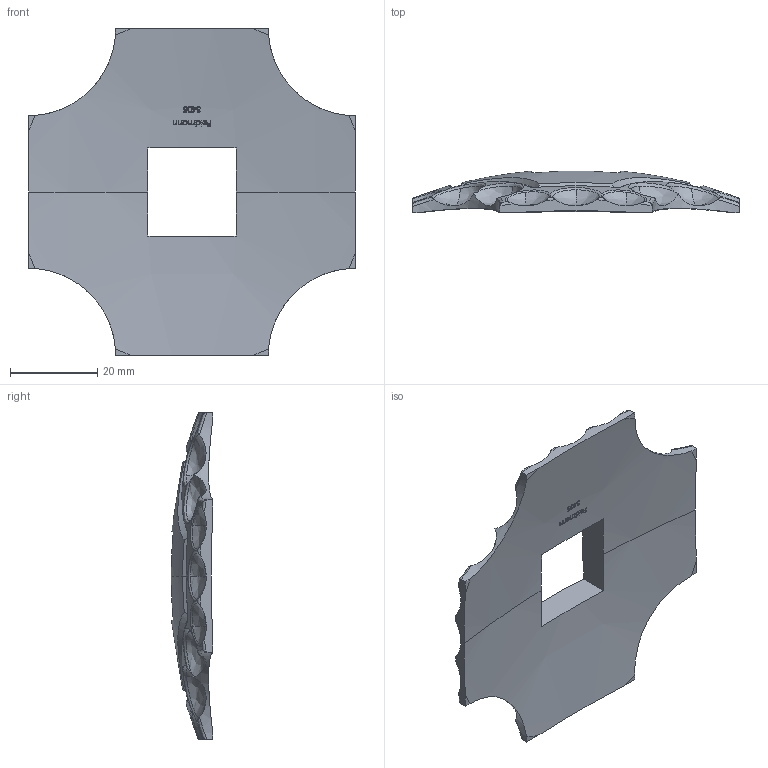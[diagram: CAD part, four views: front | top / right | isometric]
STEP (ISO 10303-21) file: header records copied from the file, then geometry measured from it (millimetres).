
FILE_DESCRIPTION (( 'STEP AP203' ), '1' );
FILE_NAME ('3405.step', '2015-09-17T14:56:39', ( '' ), ( '' ), 'SwSTEP 2.0', 'SolidWorks 2015', '' );
FILE_SCHEMA (( 'CONFIG_CONTROL_DESIGN' ));
Length unit declared in the file: millimetre
Products named in the file (1): 3405
Bounding box: 75 x 9.54 x 75 mm (x, y, z)
Volume: 16349.2 mm3; surface area: 9851.9 mm2
Topology: 1 solids, 1 shells, 334 faces, 986 edges, 629 vertices
Faces by surface type: bspline 177, plane 96, sphere 39, torus 17, cylinder 5
Entity records: 20924 total; most frequent: CARTESIAN_POINT 13644, ORIENTED_EDGE 1892, DIRECTION 978, EDGE_CURVE 946, VERTEX_POINT 629, B_SPLINE_CURVE_WITH_KNOTS 456, AXIS2_PLACEMENT_3D 390, EDGE_LOOP 351
